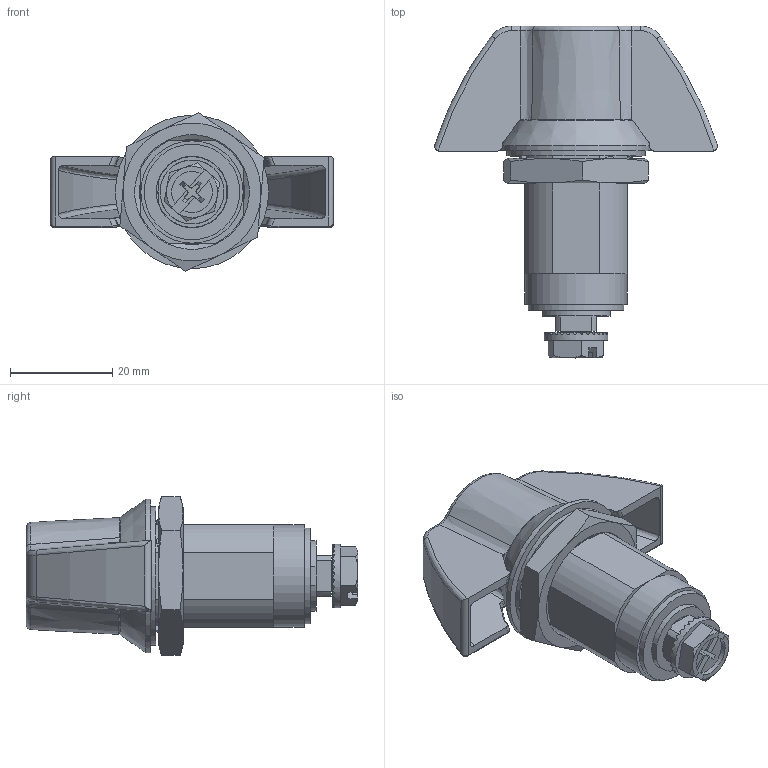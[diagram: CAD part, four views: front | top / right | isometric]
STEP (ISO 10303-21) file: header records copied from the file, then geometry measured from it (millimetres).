
FILE_DESCRIPTION(('STEP AP203'),'1');
FILE_NAME('340.1.1.2.00.00.step','2017-07-19T06:08:38',(' '),(' '),'Spatial InterOp 3D',' ',' ');
FILE_SCHEMA(('CONFIG_CONTROL_DESIGN'));
Length unit declared in the file: millimetre
Products named in the file (7): 1; 2; 3; 4; 5; 6; 7
Bounding box: 55.29 x 64.9 x 31.07 mm (x, y, z)
Volume: 24454.2 mm3; surface area: 17844.2 mm2
Topology: 7 solids, 7 shells, 434 faces, 1121 edges, 715 vertices
Faces by surface type: plane 249, cylinder 67, bspline 54, cone 33, torus 17, sphere 8, extrusion 6
Full cylindrical faces by diameter (mm): 3.8 x1, 5.2 x2, 6 x2, 10 x1, 10.1 x1, 12.2 x1, 12.4 x1, 12.5 x1, 14 x2, 15.8 x3, 16.1 x1, 16.6 x1, 17 x1, 18.7 x1, 20 x1, 20.6 x1, 27 x1, 30 x1
Entity records: 18003 total; most frequent: CARTESIAN_POINT 7562, ORIENTED_EDGE 2154, DIRECTION 2020, EDGE_CURVE 1077, AXIS2_PLACEMENT_3D 745, VERTEX_POINT 704, VECTOR 530, LINE 524
